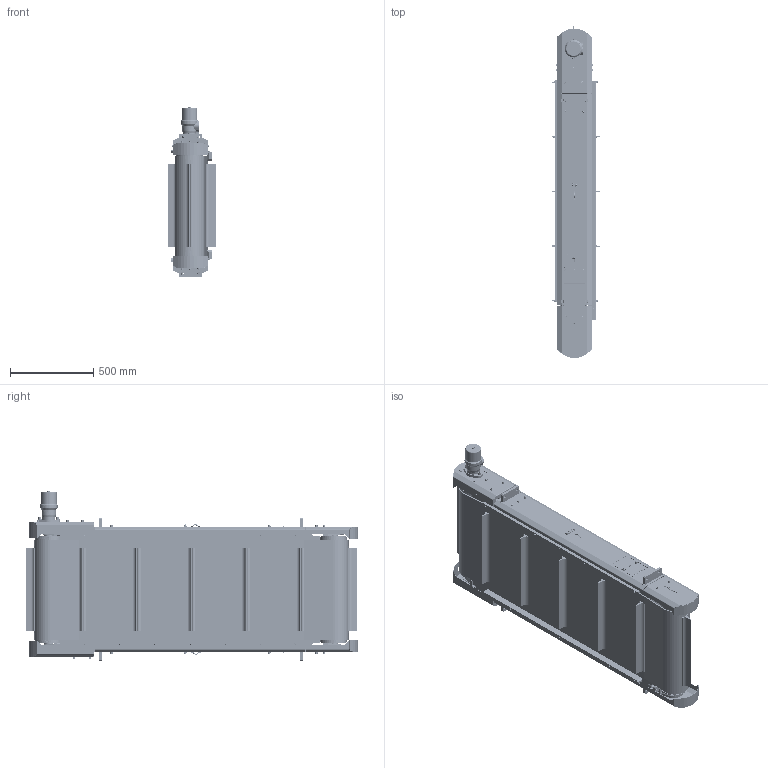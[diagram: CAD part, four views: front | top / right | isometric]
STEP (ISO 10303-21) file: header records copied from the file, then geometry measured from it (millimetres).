
FILE_DESCRIPTION(/* description */ (''),/* implementation_level */ '2;1');
FILE_NAME(/* name */ 'RONC120531.stp',/* time_stamp */ '2023-08-28T08:15:57+02:00',/* author */ ('PH'),/* organization */ (''),/* preprocessor_version */ 'ST-DEVELOPER v18.1',/* originating_system */ 'Autodesk Inventor 2021',/* authorisation */ '');
FILE_SCHEMA (('AUTOMOTIVE_DESIGN { 1 0 10303 214 3 1 1 }'));
Products named in the file (1): RONC120531
Bounding box: 289 x 1988.2 x 1021.09 mm (x, y, z)
Volume: 61156769.2 mm3; surface area: 16298284.7 mm2
Topology: 23 solids, 23 shells, 7874 faces, 20656 edges, 13195 vertices
Faces by surface type: plane 4738, cylinder 1481, bspline 769, cone 730, torus 126, sphere 30
Full cylindrical faces by diameter (mm): 3.15 x2, 3.2 x8, 4 x3, 4.917 x2, 5.459 x8, 6 x76, 6.4 x4, 6.5 x10, 6.6 x14, 6.647 x9, 6.917 x3, 7 x32, 7.318 x4, 7.323 x15, 8 x66, 8.4 x31, 8.5 x4, 8.566 x3, 8.7 x8, 9 x2, 9.188 x5, 9.59 x2, 9.6 x2, 10 x39, 10.5 x3, 11 x19, 11.4 x15, 12 x16, 12.5 x2, 13 x27
Entity records: 259833 total; most frequent: CARTESIAN_POINT 63600, ORIENTED_EDGE 41122, DIRECTION 36332, EDGE_CURVE 20561, VERTEX_POINT 13203, LINE 12456, VECTOR 12456, AXIS2_PLACEMENT_3D 11938
